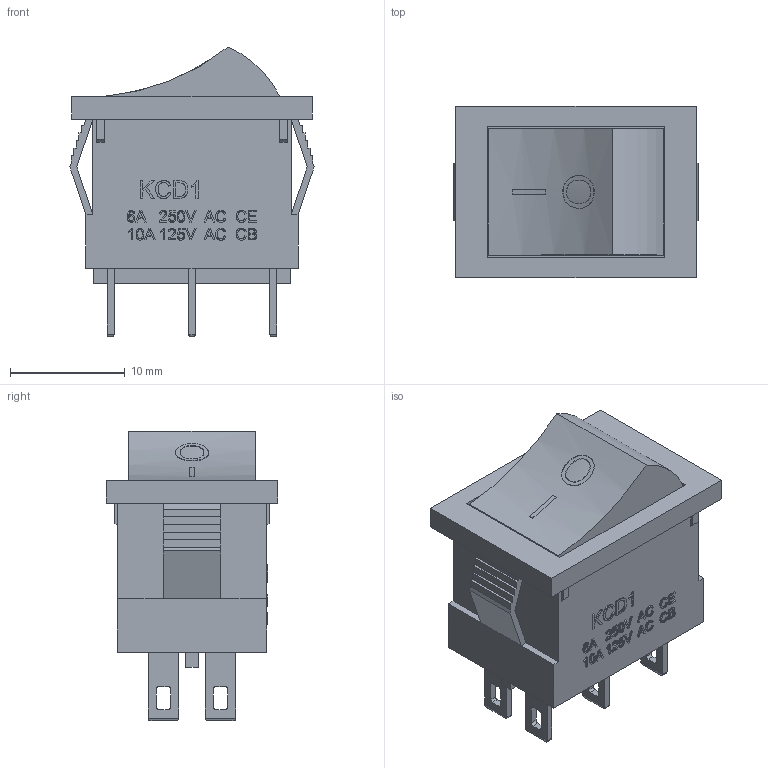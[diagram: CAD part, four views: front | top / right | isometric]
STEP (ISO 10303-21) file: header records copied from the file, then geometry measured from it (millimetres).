
FILE_DESCRIPTION(/* description */ (''),/* implementation_level */ '2;1');
FILE_NAME(/* name */ 'Rocker Switch 11 v3.step',/* time_stamp */ '2024-09-10T16:03:30+10:00',/* author */ (''),/* organization */ (''),/* preprocessor_version */ 'ST-DEVELOPER v20',/* originating_system */ 'Autodesk Translation Framework v13.14.0.145',/* authorisation */ '');
FILE_SCHEMA (('AUTOMOTIVE_DESIGN { 1 0 10303 214 3 1 1 }'));
Length unit declared in the file: millimetre
Products named in the file (2): Rocker Switch 11; Switch
Assembly tree (1 placements, depth 2):
  Rocker Switch 11
    Switch
Bounding box: 21.3 x 15 x 25.3 mm (x, y, z)
Volume: 3881.2 mm3; surface area: 2693.8 mm2
Topology: 8 solids, 8 shells, 696 faces, 1893 edges, 1250 vertices
Faces by surface type: plane 338, bspline 317, cylinder 41
Entity records: 24973 total; most frequent: CARTESIAN_POINT 9431, ORIENTED_EDGE 3786, DIRECTION 2103, EDGE_CURVE 1893, VERTEX_POINT 1250, LINE 1179, VECTOR 1179, EDGE_LOOP 749
